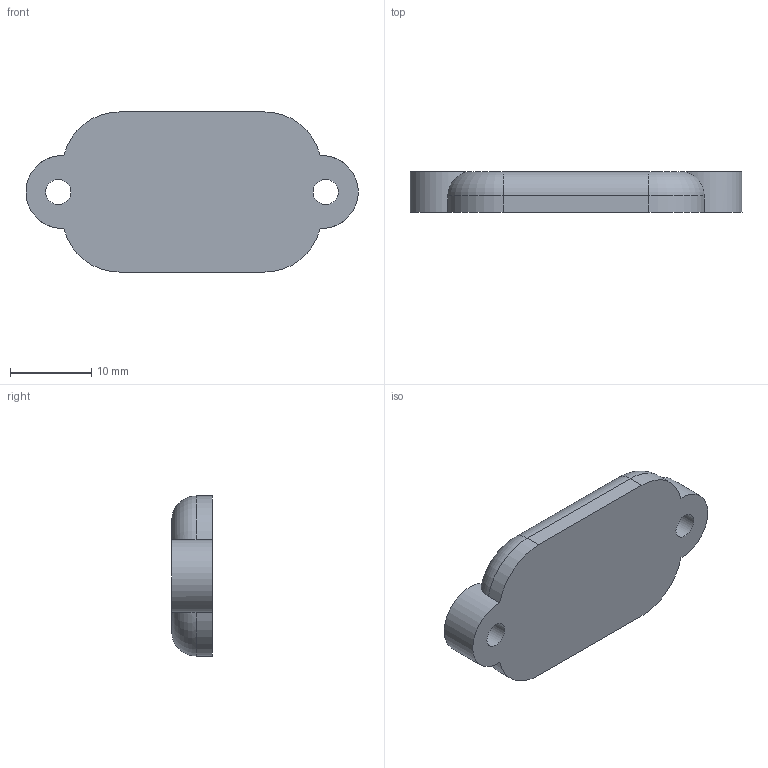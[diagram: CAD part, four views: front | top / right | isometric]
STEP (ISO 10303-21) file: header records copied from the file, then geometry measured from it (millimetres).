
FILE_DESCRIPTION(/* description */ (''),/* implementation_level */ '2;1');
FILE_NAME(/* name */ 'TBC v3.step',/* time_stamp */ '2019-03-05T07:39:10-06:00',/* author */ (''),/* organization */ (''),/* preprocessor_version */ 'ST-DEVELOPER v17.2',/* originating_system */ 'Autodesk Translation Framework v7.6.0.251',/* authorisation */ '');
FILE_SCHEMA (('AUTOMOTIVE_DESIGN { 1 0 10303 214 3 1 1 }'));
Length unit declared in the file: millimetre
Products named in the file (1): TBC
Bounding box: 40.97 x 5 x 19.75 mm (x, y, z)
Volume: 2969.9 mm3; surface area: 1838 mm2
Topology: 1 solids, 1 shells, 22 faces, 54 edges, 36 vertices
Faces by surface type: cylinder 12, plane 6, torus 4
Full cylindrical faces by diameter (mm): 3.1 x2, 5.7 x2
Entity records: 758 total; most frequent: CARTESIAN_POINT 161, DIRECTION 128, ORIENTED_EDGE 108, AXIS2_PLACEMENT_3D 55, EDGE_CURVE 54, VERTEX_POINT 36, CIRCLE 32, EDGE_LOOP 28
